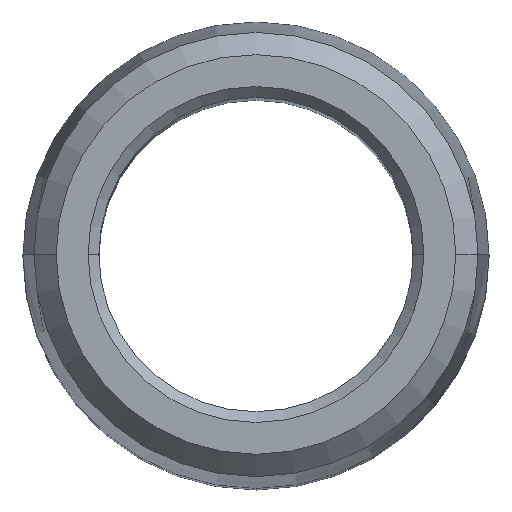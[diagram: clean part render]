
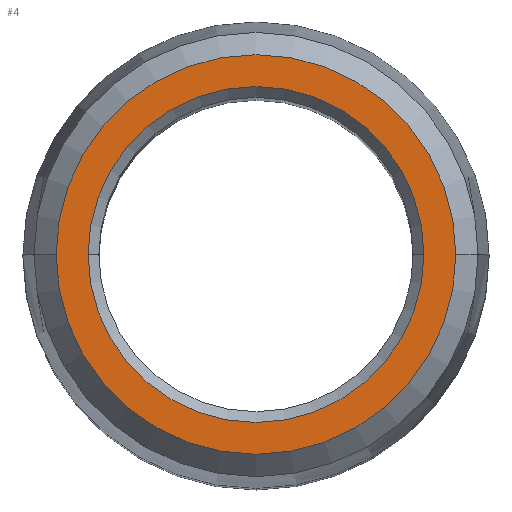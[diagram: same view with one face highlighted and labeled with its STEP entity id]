
A CAD part, top view. The second image highlights one B-rep face of the part: STEP entity #4.
In plain terms, the highlighted planar face has unit normal (0, 0, 1).
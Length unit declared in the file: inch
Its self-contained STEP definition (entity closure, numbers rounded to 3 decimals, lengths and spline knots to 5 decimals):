
#4 = ADVANCED_FACE ( 'NONE', ( #502, #35 ), #205, .T. ) ;
#35 = FACE_OUTER_BOUND ( 'NONE', #532, .T. ) ;
#40 = CARTESIAN_POINT ( 'NONE',  ( 0., 0., 2. ) ) ;
#42 = CARTESIAN_POINT ( 'NONE',  ( 0., 0., 2. ) ) ;
#46 = EDGE_CURVE ( 'NONE', #541, #451, #312, .T. ) ;
#55 = CARTESIAN_POINT ( 'NONE',  ( 0., 0., 2. ) ) ;
#58 = CARTESIAN_POINT ( 'NONE',  ( 0.1945, 0., 2. ) ) ;
#67 = AXIS2_PLACEMENT_3D ( 'NONE', #40, #506, #82 ) ;
#77 = CARTESIAN_POINT ( 'NONE',  ( 0.2314, 0., 2. ) ) ;
#82 = DIRECTION ( 'NONE',  ( 1., 0., 0. ) ) ;
#88 = CARTESIAN_POINT ( 'NONE',  ( 0., 0., 2. ) ) ;
#101 = EDGE_CURVE ( 'NONE', #451, #541, #181, .T. ) ;
#127 = DIRECTION ( 'NONE',  ( 1., 0., 0. ) ) ;
#130 = DIRECTION ( 'NONE',  ( 0., 0., -1. ) ) ;
#136 = EDGE_LOOP ( 'NONE', ( #368, #427 ) ) ;
#147 = AXIS2_PLACEMENT_3D ( 'NONE', #42, #130, #127 ) ;
#163 = VERTEX_POINT ( 'NONE', #58 ) ;
#166 = VERTEX_POINT ( 'NONE', #226 ) ;
#169 = DIRECTION ( 'NONE',  ( 1., 0., 0. ) ) ;
#181 = CIRCLE ( 'NONE', #192, 0.2314 ) ;
#187 = DIRECTION ( 'NONE',  ( 1., 0., 0. ) ) ;
#192 = AXIS2_PLACEMENT_3D ( 'NONE', #55, #469, #187 ) ;
#204 = EDGE_CURVE ( 'NONE', #166, #163, #237, .T. ) ;
#205 = PLANE ( 'NONE',  #67 ) ;
#226 = CARTESIAN_POINT ( 'NONE',  ( -0.1945, 0., 2. ) ) ;
#237 = CIRCLE ( 'NONE', #302, 0.1945 ) ;
#254 = CIRCLE ( 'NONE', #147, 0.1945 ) ;
#260 = DIRECTION ( 'NONE',  ( 0., 0., -1. ) ) ;
#271 = ORIENTED_EDGE ( 'NONE', *, *, #101, .T. ) ;
#302 = AXIS2_PLACEMENT_3D ( 'NONE', #88, #260, #422 ) ;
#312 = CIRCLE ( 'NONE', #484, 0.2314 ) ;
#368 = ORIENTED_EDGE ( 'NONE', *, *, #426, .T. ) ;
#416 = DIRECTION ( 'NONE',  ( 0., 0., 1. ) ) ;
#422 = DIRECTION ( 'NONE',  ( 1., 0., 0. ) ) ;
#426 = EDGE_CURVE ( 'NONE', #163, #166, #254, .T. ) ;
#427 = ORIENTED_EDGE ( 'NONE', *, *, #204, .T. ) ;
#445 = ORIENTED_EDGE ( 'NONE', *, *, #46, .T. ) ;
#451 = VERTEX_POINT ( 'NONE', #77 ) ;
#464 = CARTESIAN_POINT ( 'NONE',  ( 0., 0., 2. ) ) ;
#469 = DIRECTION ( 'NONE',  ( 0., 0., 1. ) ) ;
#484 = AXIS2_PLACEMENT_3D ( 'NONE', #464, #416, #169 ) ;
#502 = FACE_BOUND ( 'NONE', #136, .T. ) ;
#506 = DIRECTION ( 'NONE',  ( 0., 0., 1. ) ) ;
#532 = EDGE_LOOP ( 'NONE', ( #445, #271 ) ) ;
#541 = VERTEX_POINT ( 'NONE', #547 ) ;
#547 = CARTESIAN_POINT ( 'NONE',  ( -0.2314, 0., 2. ) ) ;
